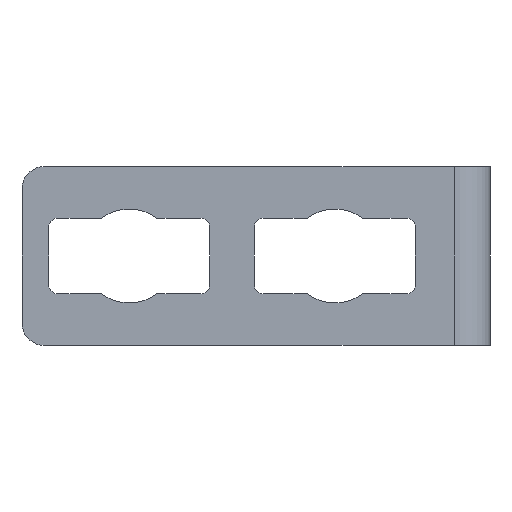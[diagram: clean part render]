
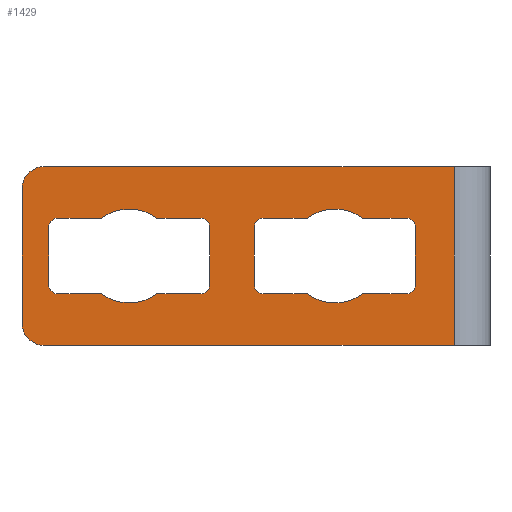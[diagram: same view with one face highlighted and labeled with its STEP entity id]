
A CAD part, left-side view. The second image highlights one B-rep face of the part: STEP entity #1429.
In plain terms, the highlighted planar face has unit normal (-1, 0, 0).
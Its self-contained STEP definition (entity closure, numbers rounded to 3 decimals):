
#327=DIRECTION('',(0.,1.,0.));
#328=VECTOR('',#327,91.717);
#329=CARTESIAN_POINT('',(-8.,6.,-20.));
#330=LINE('',#329,#328);
#331=CARTESIAN_POINT('',(-8.,97.717,-15.));
#332=DIRECTION('',(1.,0.,0.));
#333=DIRECTION('',(0.,0.,-1.));
#334=AXIS2_PLACEMENT_3D('',#331,#332,#333);
#336=DIRECTION('',(0.,0.,1.));
#337=VECTOR('',#336,30.);
#338=CARTESIAN_POINT('',(-8.,102.717,-15.));
#339=LINE('',#338,#337);
#340=CARTESIAN_POINT('',(-8.,97.717,15.));
#341=DIRECTION('',(1.,0.,0.));
#342=DIRECTION('',(0.,1.,0.));
#343=AXIS2_PLACEMENT_3D('',#340,#341,#342);
#345=DIRECTION('',(0.,-1.,0.));
#346=VECTOR('',#345,91.717);
#347=CARTESIAN_POINT('',(-8.,97.717,20.));
#348=LINE('',#347,#346);
#349=DIRECTION('',(0.,1.,0.));
#350=VECTOR('',#349,9.836);
#351=CARTESIAN_POINT('',(-8.,84.881,8.5));
#352=LINE('',#351,#350);
#353=CARTESIAN_POINT('',(-8.,94.717,6.5));
#354=DIRECTION('',(-1.,0.,0.));
#355=DIRECTION('',(0.,0.,1.));
#356=AXIS2_PLACEMENT_3D('',#353,#354,#355);
#358=DIRECTION('',(0.,0.,-1.));
#359=VECTOR('',#358,13.);
#360=CARTESIAN_POINT('',(-8.,96.717,6.5));
#361=LINE('',#360,#359);
#362=CARTESIAN_POINT('',(-8.,94.717,-6.5));
#363=DIRECTION('',(-1.,0.,0.));
#364=DIRECTION('',(0.,1.,0.));
#365=AXIS2_PLACEMENT_3D('',#362,#363,#364);
#367=DIRECTION('',(0.,-1.,0.));
#368=VECTOR('',#367,9.836);
#369=CARTESIAN_POINT('',(-8.,94.717,-8.5));
#370=LINE('',#369,#368);
#371=CARTESIAN_POINT('',(-8.,78.717,0.));
#372=DIRECTION('',(-1.,0.,0.));
#373=DIRECTION('',(0.,0.587,-0.81));
#374=AXIS2_PLACEMENT_3D('',#371,#372,#373);
#376=DIRECTION('',(0.,-1.,0.));
#377=VECTOR('',#376,9.836);
#378=CARTESIAN_POINT('',(-8.,72.552,-8.5));
#379=LINE('',#378,#377);
#380=CARTESIAN_POINT('',(-8.,62.717,-6.5));
#381=DIRECTION('',(-1.,0.,0.));
#382=DIRECTION('',(0.,0.,-1.));
#383=AXIS2_PLACEMENT_3D('',#380,#381,#382);
#385=DIRECTION('',(0.,0.,1.));
#386=VECTOR('',#385,13.);
#387=CARTESIAN_POINT('',(-8.,60.717,-6.5));
#388=LINE('',#387,#386);
#389=CARTESIAN_POINT('',(-8.,62.717,6.5));
#390=DIRECTION('',(-1.,0.,0.));
#391=DIRECTION('',(0.,-1.,0.));
#392=AXIS2_PLACEMENT_3D('',#389,#390,#391);
#394=DIRECTION('',(0.,1.,0.));
#395=VECTOR('',#394,9.836);
#396=CARTESIAN_POINT('',(-8.,62.717,8.5));
#397=LINE('',#396,#395);
#398=CARTESIAN_POINT('',(-8.,78.717,0.));
#399=DIRECTION('',(-1.,0.,0.));
#400=DIRECTION('',(0.,-0.587,0.81));
#401=AXIS2_PLACEMENT_3D('',#398,#399,#400);
#403=CARTESIAN_POINT('',(-8.,32.717,0.));
#404=DIRECTION('',(-1.,0.,0.));
#405=DIRECTION('',(0.,-0.587,0.81));
#406=AXIS2_PLACEMENT_3D('',#403,#404,#405);
#408=DIRECTION('',(0.,1.,0.));
#409=VECTOR('',#408,9.836);
#410=CARTESIAN_POINT('',(-8.,38.881,8.5));
#411=LINE('',#410,#409);
#412=CARTESIAN_POINT('',(-8.,48.717,6.5));
#413=DIRECTION('',(-1.,0.,0.));
#414=DIRECTION('',(0.,0.,1.));
#415=AXIS2_PLACEMENT_3D('',#412,#413,#414);
#417=DIRECTION('',(0.,0.,-1.));
#418=VECTOR('',#417,13.);
#419=CARTESIAN_POINT('',(-8.,50.717,6.5));
#420=LINE('',#419,#418);
#421=CARTESIAN_POINT('',(-8.,48.717,-6.5));
#422=DIRECTION('',(-1.,0.,0.));
#423=DIRECTION('',(0.,1.,0.));
#424=AXIS2_PLACEMENT_3D('',#421,#422,#423);
#426=DIRECTION('',(0.,-1.,0.));
#427=VECTOR('',#426,9.836);
#428=CARTESIAN_POINT('',(-8.,48.717,-8.5));
#429=LINE('',#428,#427);
#430=CARTESIAN_POINT('',(-8.,32.717,0.));
#431=DIRECTION('',(-1.,0.,0.));
#432=DIRECTION('',(0.,0.587,-0.81));
#433=AXIS2_PLACEMENT_3D('',#430,#431,#432);
#435=DIRECTION('',(0.,-1.,0.));
#436=VECTOR('',#435,9.836);
#437=CARTESIAN_POINT('',(-8.,26.552,-8.5));
#438=LINE('',#437,#436);
#439=CARTESIAN_POINT('',(-8.,16.717,-6.5));
#440=DIRECTION('',(-1.,0.,0.));
#441=DIRECTION('',(0.,0.,-1.));
#442=AXIS2_PLACEMENT_3D('',#439,#440,#441);
#444=DIRECTION('',(0.,0.,1.));
#445=VECTOR('',#444,13.);
#446=CARTESIAN_POINT('',(-8.,14.717,-6.5));
#447=LINE('',#446,#445);
#448=CARTESIAN_POINT('',(-8.,16.717,6.5));
#449=DIRECTION('',(-1.,0.,0.));
#450=DIRECTION('',(0.,-1.,0.));
#451=AXIS2_PLACEMENT_3D('',#448,#449,#450);
#453=DIRECTION('',(0.,1.,0.));
#454=VECTOR('',#453,9.836);
#455=CARTESIAN_POINT('',(-8.,16.717,8.5));
#456=LINE('',#455,#454);
#457=DIRECTION('',(0.,0.,-1.));
#458=VECTOR('',#457,40.);
#459=CARTESIAN_POINT('',(-8.,6.,20.));
#460=LINE('',#459,#458);
#913=CARTESIAN_POINT('',(-8.,97.717,-20.));
#914=CARTESIAN_POINT('',(-8.,102.717,-15.));
#915=VERTEX_POINT('',#913);
#916=VERTEX_POINT('',#914);
#917=CARTESIAN_POINT('',(-8.,102.717,15.));
#918=VERTEX_POINT('',#917);
#919=CARTESIAN_POINT('',(-8.,97.717,20.));
#920=VERTEX_POINT('',#919);
#973=CARTESIAN_POINT('',(-8.,84.881,8.5));
#974=CARTESIAN_POINT('',(-8.,94.717,8.5));
#975=VERTEX_POINT('',#973);
#976=VERTEX_POINT('',#974);
#977=CARTESIAN_POINT('',(-8.,96.717,6.5));
#978=VERTEX_POINT('',#977);
#979=CARTESIAN_POINT('',(-8.,96.717,-6.5));
#980=VERTEX_POINT('',#979);
#981=CARTESIAN_POINT('',(-8.,94.717,-8.5));
#982=VERTEX_POINT('',#981);
#983=CARTESIAN_POINT('',(-8.,84.881,-8.5));
#984=VERTEX_POINT('',#983);
#985=CARTESIAN_POINT('',(-8.,72.552,-8.5));
#986=VERTEX_POINT('',#985);
#987=CARTESIAN_POINT('',(-8.,62.717,-8.5));
#988=VERTEX_POINT('',#987);
#989=CARTESIAN_POINT('',(-8.,60.717,-6.5));
#990=VERTEX_POINT('',#989);
#991=CARTESIAN_POINT('',(-8.,60.717,6.5));
#992=VERTEX_POINT('',#991);
#993=CARTESIAN_POINT('',(-8.,62.717,8.5));
#994=VERTEX_POINT('',#993);
#995=CARTESIAN_POINT('',(-8.,72.552,8.5));
#996=VERTEX_POINT('',#995);
#997=CARTESIAN_POINT('',(-8.,26.552,8.5));
#998=CARTESIAN_POINT('',(-8.,38.881,8.5));
#999=VERTEX_POINT('',#997);
#1000=VERTEX_POINT('',#998);
#1001=CARTESIAN_POINT('',(-8.,48.717,8.5));
#1002=VERTEX_POINT('',#1001);
#1003=CARTESIAN_POINT('',(-8.,50.717,6.5));
#1004=VERTEX_POINT('',#1003);
#1005=CARTESIAN_POINT('',(-8.,50.717,-6.5));
#1006=VERTEX_POINT('',#1005);
#1007=CARTESIAN_POINT('',(-8.,48.717,-8.5));
#1008=VERTEX_POINT('',#1007);
#1009=CARTESIAN_POINT('',(-8.,38.881,-8.5));
#1010=VERTEX_POINT('',#1009);
#1011=CARTESIAN_POINT('',(-8.,26.552,-8.5));
#1012=VERTEX_POINT('',#1011);
#1013=CARTESIAN_POINT('',(-8.,16.717,-8.5));
#1014=VERTEX_POINT('',#1013);
#1015=CARTESIAN_POINT('',(-8.,14.717,-6.5));
#1016=VERTEX_POINT('',#1015);
#1017=CARTESIAN_POINT('',(-8.,14.717,6.5));
#1018=VERTEX_POINT('',#1017);
#1019=CARTESIAN_POINT('',(-8.,16.717,8.5));
#1020=VERTEX_POINT('',#1019);
#1033=CARTESIAN_POINT('',(-8.,6.,-20.));
#1034=VERTEX_POINT('',#1033);
#1035=CARTESIAN_POINT('',(-8.,6.,20.));
#1036=VERTEX_POINT('',#1035);
#1363=CARTESIAN_POINT('',(-8.,-2.283,0.));
#1364=DIRECTION('',(1.,0.,0.));
#1365=DIRECTION('',(0.,-1.,0.));
#1366=AXIS2_PLACEMENT_3D('',#1363,#1364,#1365);
#1367=PLANE('',#1366);
#1369=ORIENTED_EDGE('',*,*,#1368,.T.);
#1370=ORIENTED_EDGE('',*,*,#1317,.T.);
#1371=ORIENTED_EDGE('',*,*,#1330,.T.);
#1372=ORIENTED_EDGE('',*,*,#1344,.T.);
#1373=ORIENTED_EDGE('',*,*,#1357,.T.);
#1374=ORIENTED_EDGE('',*,*,#1202,.T.);
#1375=EDGE_LOOP('',(#1369,#1370,#1371,#1372,#1373,#1374));
#1376=FACE_OUTER_BOUND('',#1375,.F.);
#1378=ORIENTED_EDGE('',*,*,#1377,.T.);
#1380=ORIENTED_EDGE('',*,*,#1379,.T.);
#1382=ORIENTED_EDGE('',*,*,#1381,.T.);
#1384=ORIENTED_EDGE('',*,*,#1383,.T.);
#1386=ORIENTED_EDGE('',*,*,#1385,.T.);
#1388=ORIENTED_EDGE('',*,*,#1387,.T.);
#1390=ORIENTED_EDGE('',*,*,#1389,.T.);
#1392=ORIENTED_EDGE('',*,*,#1391,.T.);
#1394=ORIENTED_EDGE('',*,*,#1393,.T.);
#1396=ORIENTED_EDGE('',*,*,#1395,.T.);
#1398=ORIENTED_EDGE('',*,*,#1397,.T.);
#1400=ORIENTED_EDGE('',*,*,#1399,.T.);
#1401=EDGE_LOOP('',(#1378,#1380,#1382,#1384,#1386,#1388,#1390,#1392,#1394,#1396,
#1398,#1400));
#1402=FACE_BOUND('',#1401,.F.);
#1404=ORIENTED_EDGE('',*,*,#1403,.T.);
#1406=ORIENTED_EDGE('',*,*,#1405,.T.);
#1408=ORIENTED_EDGE('',*,*,#1407,.T.);
#1410=ORIENTED_EDGE('',*,*,#1409,.T.);
#1412=ORIENTED_EDGE('',*,*,#1411,.T.);
#1414=ORIENTED_EDGE('',*,*,#1413,.T.);
#1416=ORIENTED_EDGE('',*,*,#1415,.T.);
#1418=ORIENTED_EDGE('',*,*,#1417,.T.);
#1420=ORIENTED_EDGE('',*,*,#1419,.T.);
#1422=ORIENTED_EDGE('',*,*,#1421,.T.);
#1424=ORIENTED_EDGE('',*,*,#1423,.T.);
#1426=ORIENTED_EDGE('',*,*,#1425,.T.);
#1427=EDGE_LOOP('',(#1404,#1406,#1408,#1410,#1412,#1414,#1416,#1418,#1420,#1422,
#1424,#1426));
#1428=FACE_BOUND('',#1427,.F.);
#1429=ADVANCED_FACE('',(#1376,#1402,#1428),#1367,.F.);
#335=CIRCLE('',#334,5.);
#344=CIRCLE('',#343,5.);
#357=CIRCLE('',#356,2.);
#366=CIRCLE('',#365,2.);
#375=CIRCLE('',#374,10.5);
#384=CIRCLE('',#383,2.);
#393=CIRCLE('',#392,2.);
#402=CIRCLE('',#401,10.5);
#407=CIRCLE('',#406,10.5);
#416=CIRCLE('',#415,2.);
#425=CIRCLE('',#424,2.);
#434=CIRCLE('',#433,10.5);
#443=CIRCLE('',#442,2.);
#452=CIRCLE('',#451,2.);
#1202=EDGE_CURVE('',#920,#1036,#348,.T.);
#1317=EDGE_CURVE('',#1034,#915,#330,.T.);
#1330=EDGE_CURVE('',#915,#916,#335,.T.);
#1344=EDGE_CURVE('',#916,#918,#339,.T.);
#1357=EDGE_CURVE('',#918,#920,#344,.T.);
#1368=EDGE_CURVE('',#1036,#1034,#460,.T.);
#1377=EDGE_CURVE('',#975,#976,#352,.T.);
#1379=EDGE_CURVE('',#976,#978,#357,.T.);
#1381=EDGE_CURVE('',#978,#980,#361,.T.);
#1383=EDGE_CURVE('',#980,#982,#366,.T.);
#1385=EDGE_CURVE('',#982,#984,#370,.T.);
#1387=EDGE_CURVE('',#984,#986,#375,.T.);
#1389=EDGE_CURVE('',#986,#988,#379,.T.);
#1391=EDGE_CURVE('',#988,#990,#384,.T.);
#1393=EDGE_CURVE('',#990,#992,#388,.T.);
#1395=EDGE_CURVE('',#992,#994,#393,.T.);
#1397=EDGE_CURVE('',#994,#996,#397,.T.);
#1399=EDGE_CURVE('',#996,#975,#402,.T.);
#1403=EDGE_CURVE('',#999,#1000,#407,.T.);
#1405=EDGE_CURVE('',#1000,#1002,#411,.T.);
#1407=EDGE_CURVE('',#1002,#1004,#416,.T.);
#1409=EDGE_CURVE('',#1004,#1006,#420,.T.);
#1411=EDGE_CURVE('',#1006,#1008,#425,.T.);
#1413=EDGE_CURVE('',#1008,#1010,#429,.T.);
#1415=EDGE_CURVE('',#1010,#1012,#434,.T.);
#1417=EDGE_CURVE('',#1012,#1014,#438,.T.);
#1419=EDGE_CURVE('',#1014,#1016,#443,.T.);
#1421=EDGE_CURVE('',#1016,#1018,#447,.T.);
#1423=EDGE_CURVE('',#1018,#1020,#452,.T.);
#1425=EDGE_CURVE('',#1020,#999,#456,.T.);
